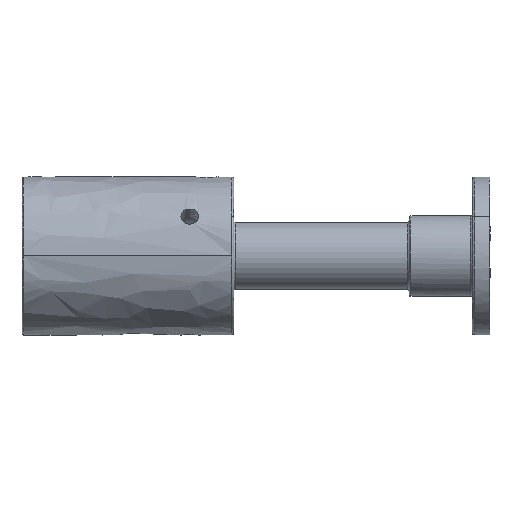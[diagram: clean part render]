
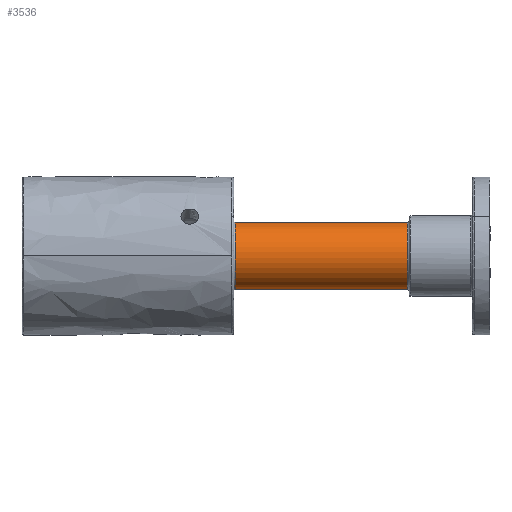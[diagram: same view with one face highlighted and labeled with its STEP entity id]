
A CAD part, top view. The second image highlights one B-rep face of the part: STEP entity #3536.
In plain terms, the highlighted free-form (B-spline) face has degree [1, 3] with [2, 7] control points.
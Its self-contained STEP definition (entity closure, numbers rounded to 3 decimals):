
#12 = CARTESIAN_POINT ( 'NONE',  ( 126., -9.516, 0.126 ) ) ;
#312 = VERTEX_POINT ( 'NONE', #2933 ) ;
#441 = CARTESIAN_POINT ( 'NONE',  ( 126., -0.008, 10.661 ) ) ;
#569 = CARTESIAN_POINT ( 'NONE',  ( 126., -9.516, 0.126 ) ) ;
#629 = CARTESIAN_POINT ( 'NONE',  ( 77., -9.516, 0.126 ) ) ;
#724 = CARTESIAN_POINT ( 'NONE',  ( 63.318, 9.49, 0.126 ) ) ;
#779 = CARTESIAN_POINT ( 'NONE',  ( 126., -9.516, 0.126 ) ) ;
#911 = EDGE_CURVE ( 'NONE', #5971, #312, #1870, .T. ) ;
#1067 = CARTESIAN_POINT ( 'NONE',  ( 77., 9.503, 2.611 ) ) ;
#1132 = CARTESIAN_POINT ( 'NONE',  ( 77., -7.461, 7.575 ) ) ;
#1312 = VERTEX_POINT ( 'NONE', #12 ) ;
#1628 = CARTESIAN_POINT ( 'NONE',  ( 77., -0.008, 10.661 ) ) ;
#1658 = CARTESIAN_POINT ( 'NONE',  ( 63.318, -9.516, 2.609 ) ) ;
#1743 = CARTESIAN_POINT ( 'NONE',  ( 126., 9.503, 2.611 ) ) ;
#1870 = B_SPLINE_CURVE_WITH_KNOTS ( 'NONE', 1,
 ( #5255, #6062 ),
 .UNSPECIFIED., .F., .F.,
 ( 2, 2 ),
 ( 0., 1. ),
 .UNSPECIFIED. ) ;
#2130 = CARTESIAN_POINT ( 'NONE',  ( 126., -7.461, 7.575 ) ) ;
#2254 = CARTESIAN_POINT ( 'NONE',  ( 126., 7.434, 7.573 ) ) ;
#2436 = EDGE_CURVE ( 'NONE', #5181, #1312, #4701, .T. ) ;
#2737 = CARTESIAN_POINT ( 'NONE',  ( 63.318, -9.516, 0.126 ) ) ;
#2746 = B_SPLINE_CURVE_WITH_KNOTS ( 'NONE', 3,
 ( #4005, #1067, #4892, #1628, #1132, #5500, #629 ),
 .UNSPECIFIED., .F., .F.,
 ( 4, 1, 1, 1, 4 ),
 ( 0., 0.25, 0.5, 0.75, 1. ),
 .UNSPECIFIED. ) ;
#2839 = CARTESIAN_POINT ( 'NONE',  ( 126., 7.434, 7.573 ) ) ;
#2858 = EDGE_LOOP ( 'NONE', ( #2999, #4471, #4090, #5677 ) ) ;
#2933 = CARTESIAN_POINT ( 'NONE',  ( 77., 9.49, 0.126 ) ) ;
#2999 = ORIENTED_EDGE ( 'NONE', *, *, #911, .T. ) ;
#3152 = EDGE_CURVE ( 'NONE', #312, #5181, #2746, .T. ) ;
#3210 = CARTESIAN_POINT ( 'NONE',  ( 63.318, 7.434, 7.573 ) ) ;
#3242 = CARTESIAN_POINT ( 'NONE',  ( 126., 9.49, 0.126 ) ) ;
#3273 = CARTESIAN_POINT ( 'NONE',  ( 126., -9.516, 0.126 ) ) ;
#3313 = CARTESIAN_POINT ( 'NONE',  ( 126., 9.503, 2.611 ) ) ;
#3536 = ADVANCED_FACE ( 'NONE', ( #5526 ), #6215, .F. ) ;
#3597 = CARTESIAN_POINT ( 'NONE',  ( 63.318, 9.503, 2.611 ) ) ;
#3687 = CARTESIAN_POINT ( 'NONE',  ( 126., -7.461, 7.575 ) ) ;
#3957 = B_SPLINE_CURVE_WITH_KNOTS ( 'NONE', 3,
 ( #6084, #3313, #2839, #441, #3687, #5834, #569 ),
 .UNSPECIFIED., .F., .F.,
 ( 4, 1, 1, 1, 4 ),
 ( 0., 0.25, 0.5, 0.75, 1. ),
 .UNSPECIFIED. ) ;
#4005 = CARTESIAN_POINT ( 'NONE',  ( 77., 9.49, 0.126 ) ) ;
#4090 = ORIENTED_EDGE ( 'NONE', *, *, #2436, .T. ) ;
#4471 = ORIENTED_EDGE ( 'NONE', *, *, #3152, .T. ) ;
#4627 = CARTESIAN_POINT ( 'NONE',  ( 126., -0.008, 10.661 ) ) ;
#4701 = B_SPLINE_CURVE_WITH_KNOTS ( 'NONE', 1,
 ( #6144, #3273 ),
 .UNSPECIFIED., .F., .F.,
 ( 2, 2 ),
 ( 0., 1. ),
 .UNSPECIFIED. ) ;
#4892 = CARTESIAN_POINT ( 'NONE',  ( 77., 7.434, 7.573 ) ) ;
#5053 = CARTESIAN_POINT ( 'NONE',  ( 126., 9.49, 0.126 ) ) ;
#5081 = CARTESIAN_POINT ( 'NONE',  ( 63.318, -0.008, 10.661 ) ) ;
#5181 = VERTEX_POINT ( 'NONE', #5905 ) ;
#5255 = CARTESIAN_POINT ( 'NONE',  ( 126., 9.49, 0.126 ) ) ;
#5424 = EDGE_CURVE ( 'NONE', #5971, #1312, #3957, .T. ) ;
#5500 = CARTESIAN_POINT ( 'NONE',  ( 77., -9.516, 2.609 ) ) ;
#5526 = FACE_OUTER_BOUND ( 'NONE', #2858, .T. ) ;
#5587 = CARTESIAN_POINT ( 'NONE',  ( 126., -9.516, 2.609 ) ) ;
#5677 = ORIENTED_EDGE ( 'NONE', *, *, #5424, .F. ) ;
#5834 = CARTESIAN_POINT ( 'NONE',  ( 126., -9.516, 2.609 ) ) ;
#5905 = CARTESIAN_POINT ( 'NONE',  ( 77., -9.516, 0.126 ) ) ;
#5971 = VERTEX_POINT ( 'NONE', #5053 ) ;
#6062 = CARTESIAN_POINT ( 'NONE',  ( 77., 9.49, 0.126 ) ) ;
#6084 = CARTESIAN_POINT ( 'NONE',  ( 126., 9.49, 0.126 ) ) ;
#6110 = CARTESIAN_POINT ( 'NONE',  ( 63.318, -7.461, 7.575 ) ) ;
#6144 = CARTESIAN_POINT ( 'NONE',  ( 77., -9.516, 0.126 ) ) ;
#6215 = B_SPLINE_SURFACE_WITH_KNOTS ( 'NONE', 1, 3, ( 
 ( #779, #5587, #2130, #4627, #2254, #1743, #3242 ),
 ( #2737, #1658, #6110, #5081, #3210, #3597, #724 ) ),
 .UNSPECIFIED., .F., .F., .F.,
 ( 2, 2 ),
 ( 4, 1, 1, 1, 4 ),
 ( 0., 62.682 ),
 ( 31.414, 39.267, 47.121, 54.974, 62.828 ),
 .UNSPECIFIED. ) ;
